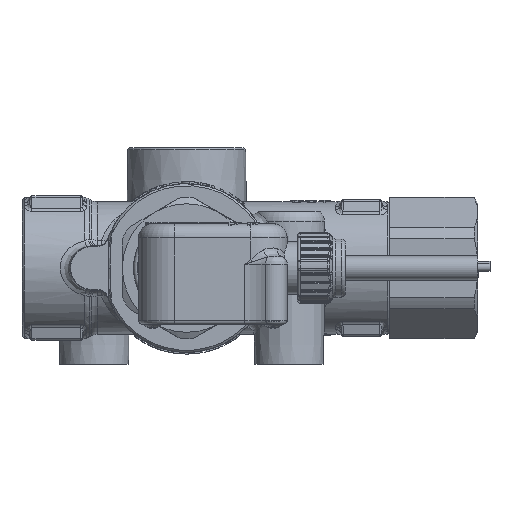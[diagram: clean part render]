
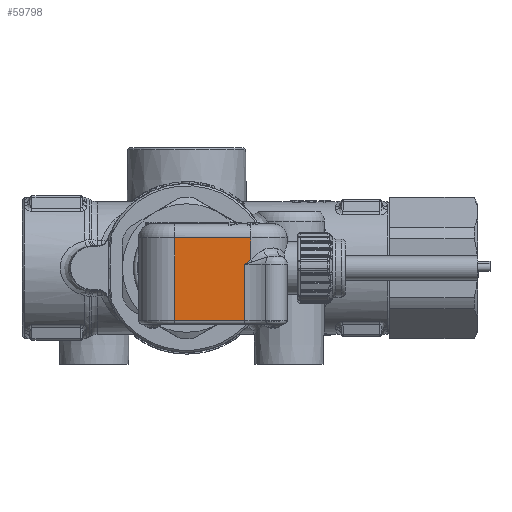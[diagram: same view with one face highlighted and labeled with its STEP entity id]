
A CAD part, front view. The second image highlights one B-rep face of the part: STEP entity #59798.
In plain terms, the highlighted planar face has unit normal (0, -1, 0).
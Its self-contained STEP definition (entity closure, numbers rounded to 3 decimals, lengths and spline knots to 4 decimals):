
#3378=B_SPLINE_CURVE_WITH_KNOTS($,3,(#100687,#100688,#100689,#100690,#100691,
#100692,#100693),.UNSPECIFIED.,.F.,.F.,(4,3,4),(-0.0419,0.,
0.0014),.UNSPECIFIED.);
#3379=B_SPLINE_CURVE_WITH_KNOTS($,3,(#100696,#100697,#100698,#100699),
 .UNSPECIFIED.,.F.,.F.,(4,4),(-0.1901,-0.0419),
 .UNSPECIFIED.);
#5522=PLANE($,#63613);
#7895=FACE_OUTER_BOUND($,#11431,.T.);
#11431=EDGE_LOOP($,(#46244,#46245,#46246,#46247,#46248,#46249,#46250));
#15056=LINE($,#78151,#19173);
#17532=LINE($,#105672,#21649);
#17537=LINE($,#105685,#21654);
#17538=LINE($,#105687,#21655);
#17539=LINE($,#105688,#21656);
#19173=VECTOR($,#65703,1.4);
#21649=VECTOR($,#72329,1.9);
#21654=VECTOR($,#72344,0.5405);
#21655=VECTOR($,#72345,2.05);
#21656=VECTOR($,#72346,1.7429);
#23291=VERTEX_POINT($,#78148);
#23292=VERTEX_POINT($,#78150);
#26111=VERTEX_POINT($,#100686);
#26112=VERTEX_POINT($,#100694);
#26137=VERTEX_POINT($,#100899);
#26726=VERTEX_POINT($,#105670);
#26730=VERTEX_POINT($,#105686);
#28867=EDGE_CURVE($,#23291,#23292,#15056,.T.);
#32666=EDGE_CURVE($,#26111,#23291,#3378,.T.);
#32668=EDGE_CURVE($,#26112,#26111,#3379,.T.);
#33862=EDGE_CURVE($,#26726,#26137,#17532,.T.);
#33869=EDGE_CURVE($,#26137,#26112,#17537,.T.);
#33870=EDGE_CURVE($,#26730,#26726,#17538,.T.);
#33871=EDGE_CURVE($,#23292,#26730,#17539,.T.);
#46244=ORIENTED_EDGE($,*,*,#28867,.F.);
#46245=ORIENTED_EDGE($,*,*,#32666,.F.);
#46246=ORIENTED_EDGE($,*,*,#32668,.F.);
#46247=ORIENTED_EDGE($,*,*,#33869,.F.);
#46248=ORIENTED_EDGE($,*,*,#33862,.F.);
#46249=ORIENTED_EDGE($,*,*,#33870,.F.);
#46250=ORIENTED_EDGE($,*,*,#33871,.F.);
#59798=ADVANCED_FACE($,(#7895),#5522,.T.);
#63613=AXIS2_PLACEMENT_3D($,#105684,#72342,#72343);
#65703=DIRECTION($,(0.,0.,-1.));
#72329=DIRECTION($,(1.,0.,0.));
#72342=DIRECTION('center_axis',(0.,-1.,0.));
#72343=DIRECTION('ref_axis',(0.,0.,
-1.));
#72344=DIRECTION($,(0.,0.,-1.));
#72345=DIRECTION($,(0.,0.,1.));
#72346=DIRECTION($,(-1.,0.,0.));
#78148=CARTESIAN_POINT('',(1.4429,-13.52,0.1));
#78150=CARTESIAN_POINT('',(1.4429,-13.52,-1.3));
#78151=CARTESIAN_POINT($,(1.4429,-13.52,-1.1));
#100686=CARTESIAN_POINT('',(1.4783,-13.52,0.125));
#100687=CARTESIAN_POINT('Ctrl Pts',(1.4783,-13.52,0.125));
#100688=CARTESIAN_POINT('Ctrl Pts',(1.4669,-13.52,0.1169));
#100689=CARTESIAN_POINT('Ctrl Pts',(1.4554,-13.52,0.1089));
#100690=CARTESIAN_POINT('Ctrl Pts',(1.444,-13.52,0.1008));
#100691=CARTESIAN_POINT('Ctrl Pts',(1.4437,-13.52,0.1005));
#100692=CARTESIAN_POINT('Ctrl Pts',(1.4433,-13.52,0.1003));
#100693=CARTESIAN_POINT('Ctrl Pts',(1.4429,-13.52,0.1));
#100694=CARTESIAN_POINT('',(1.6,-13.52,0.2095));
#100696=CARTESIAN_POINT('Ctrl Pts',(1.6,-13.52,0.2095));
#100697=CARTESIAN_POINT('Ctrl Pts',(1.5591,-13.52,0.1818));
#100698=CARTESIAN_POINT('Ctrl Pts',(1.5186,-13.52,0.1535));
#100699=CARTESIAN_POINT('Ctrl Pts',(1.4783,-13.52,0.125));
#100899=CARTESIAN_POINT('',(1.6,-13.52,0.75));
#105670=CARTESIAN_POINT('',(-0.3,-13.52,0.75));
#105672=CARTESIAN_POINT($,(0.175,-13.52,0.75));
#105684=CARTESIAN_POINT('Origin',(-0.3,-13.52,0.));
#105685=CARTESIAN_POINT($,(1.6,-13.52,0.));
#105686=CARTESIAN_POINT('',(-0.3,-13.52,-1.3));
#105687=CARTESIAN_POINT($,(-0.3,-13.52,0.));
#105688=CARTESIAN_POINT($,(1.2419,-13.52,-1.3));
